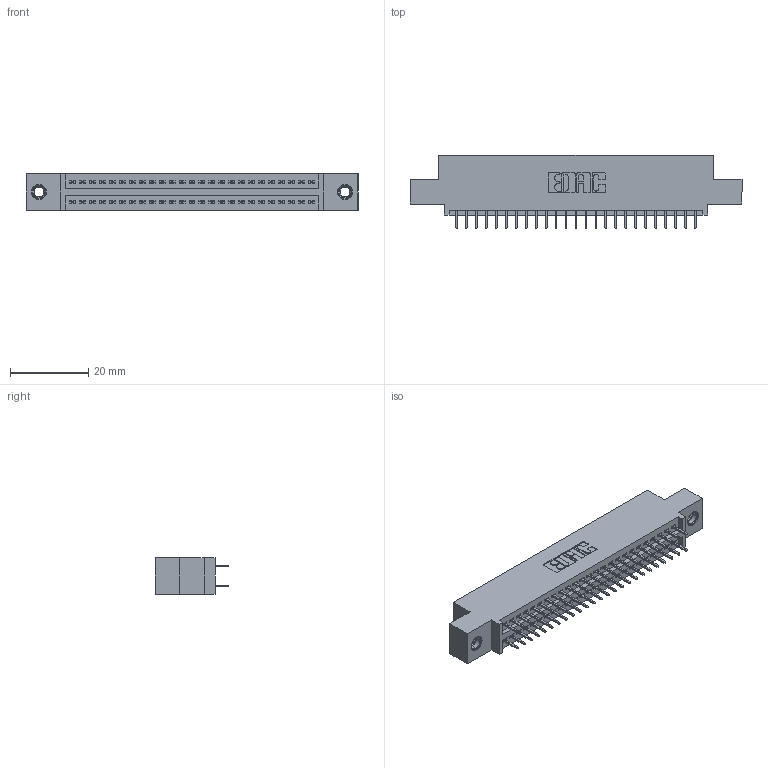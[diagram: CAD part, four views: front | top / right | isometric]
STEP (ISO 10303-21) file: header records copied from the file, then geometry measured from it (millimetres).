
FILE_DESCRIPTION (( 'STEP AP203' ), '1' );
FILE_NAME ('345-050-525-507.STEP', '2020-09-20T03:02:24', ( '' ), ( '' ), 'SwSTEP 2.0', 'SolidWorks 2020', '' );
FILE_SCHEMA (( 'CONFIG_CONTROL_DESIGN' ));
Length unit declared in the file: inch
Products named in the file (4): 345-050-525-507; 345-250-001_345-250-005-103; 345 Part_0.110 Offset - 0.156 Dia-TI; 345-292-001_345-293-125
Assembly tree (53 placements, depth 2):
  345-050-525-507
    345 Part_0.110 Offset - 0.156 Dia-TI
    345-292-001_345-293-125  x50
    345-250-001_345-250-005-103  x2
Bounding box: 84.71 x 18.72 x 9.4 mm (x, y, z)
Volume: 7901.7 mm3; surface area: 11223.6 mm2
Topology: 53 solids, 53 shells, 2890 faces, 8139 edges, 5218 vertices
Faces by surface type: plane 2066, cylinder 808, cone 12, torus 4
Entity records: 23296 total; most frequent: CARTESIAN_POINT 3903, ORIENTED_EDGE 3830, DIRECTION 3489, EDGE_CURVE 1915, VECTOR 1667, LINE 1667, VERTEX_POINT 1268, AXIS2_PLACEMENT_3D 911
